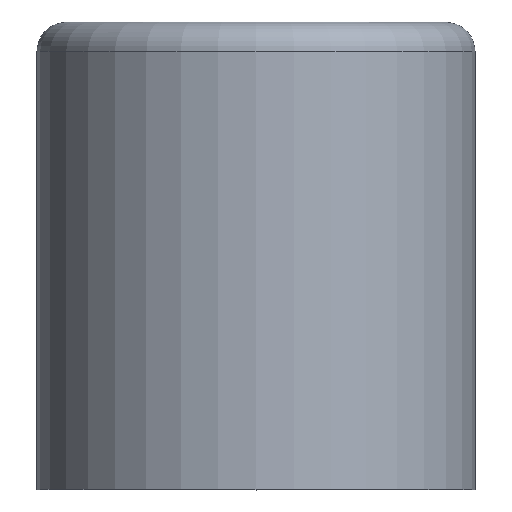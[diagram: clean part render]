
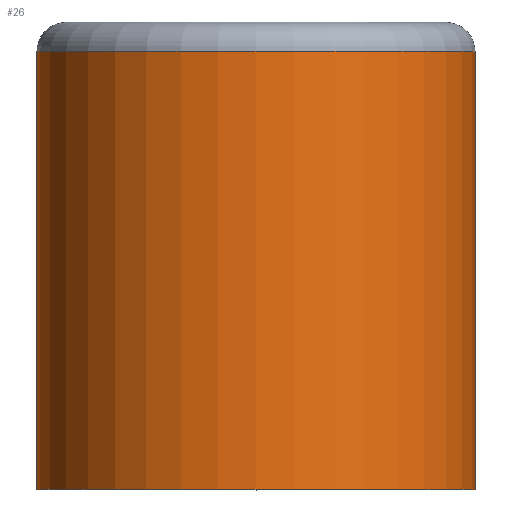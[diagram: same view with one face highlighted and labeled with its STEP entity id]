
A CAD part, top view. The second image highlights one B-rep face of the part: STEP entity #26.
In plain terms, the highlighted cylindrical face has radius 1.5 mm (diameter 3 mm), a partial arc.
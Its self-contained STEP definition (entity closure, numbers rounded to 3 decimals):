
#26=ADVANCED_FACE('',(#34),#84,.T.);
#34=FACE_OUTER_BOUND('',#42,.F.);
#42=EDGE_LOOP('',(#55,#56,#57,#58));
#55=ORIENTED_EDGE('',*,*,#113,.F.);
#56=ORIENTED_EDGE('',*,*,#109,.T.);
#57=ORIENTED_EDGE('',*,*,#112,.T.);
#58=ORIENTED_EDGE('',*,*,#103,.T.);
#84=CYLINDRICAL_SURFACE('',#183,1.5);
#97=LINE('',#265,#101);
#98=LINE('',#266,#102);
#101=VECTOR('',#212,3.);
#102=VECTOR('',#213,3.);
#103=EDGE_CURVE('',#140,#139,#119,.T.);
#109=EDGE_CURVE('',#132,#131,#125,.T.);
#112=EDGE_CURVE('',#131,#140,#97,.T.);
#113=EDGE_CURVE('',#132,#139,#98,.T.);
#119=CIRCLE('',#170,1.5);
#125=CIRCLE('',#176,1.5);
#131=VERTEX_POINT('',#246);
#132=VERTEX_POINT('',#247);
#139=VERTEX_POINT('',#254);
#140=VERTEX_POINT('',#255);
#170=AXIS2_PLACEMENT_3D('',#256,#196,#197);
#176=AXIS2_PLACEMENT_3D('',#262,#208,#209);
#183=AXIS2_PLACEMENT_3D('',#273,#226,#227);
#196=DIRECTION('',(0.,1.,0.));
#197=DIRECTION('',(-1.,0.,0.));
#208=DIRECTION('',(0.,-1.,0.));
#209=DIRECTION('',(1.,0.,0.));
#212=DIRECTION('',(0.,1.,0.));
#213=DIRECTION('',(0.,1.,0.));
#226=DIRECTION('',(0.,1.,0.));
#227=DIRECTION('',(-1.,0.,0.));
#246=CARTESIAN_POINT('',(-1.5,0.,0.));
#247=CARTESIAN_POINT('',(1.5,0.,0.));
#254=CARTESIAN_POINT('',(1.5,3.,0.));
#255=CARTESIAN_POINT('',(-1.5,3.,0.));
#256=CARTESIAN_POINT('',(0.,3.,0.));
#262=CARTESIAN_POINT('',(0.,0.,0.));
#265=CARTESIAN_POINT('',(-1.5,0.,0.));
#266=CARTESIAN_POINT('',(1.5,0.,0.));
#273=CARTESIAN_POINT('',(0.,0.,0.));
